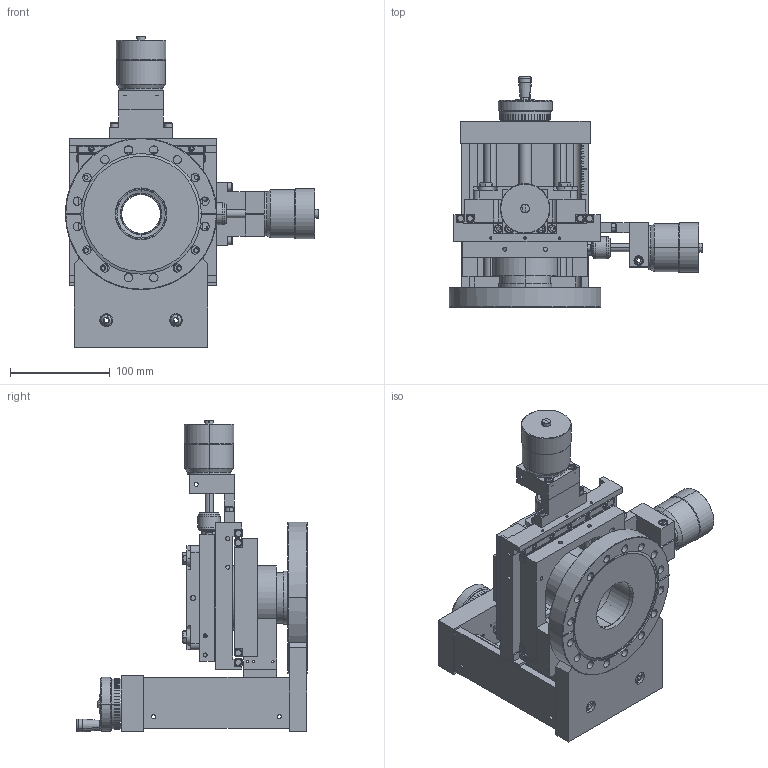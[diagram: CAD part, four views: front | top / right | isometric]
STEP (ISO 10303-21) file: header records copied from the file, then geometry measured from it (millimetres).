
FILE_DESCRIPTION (( 'STEP AP214' ), '1' );
FILE_NAME ('MA-02, TOP TAPPED METRIC 275, BOTTOM THRU 600, METRIC SCALE, 10026838.STEP', '2020-03-10T18:03:45', ( 'jvatsvog' ), ( 'Microsoft' ), 'SwSTEP 2.0', 'SolidWorks 2018', '' );
FILE_SCHEMA (( 'AUTOMOTIVE_DESIGN' ));
Length unit declared in the file: inch
Products named in the file (1): MA-02, TOP TAPPED METRIC 275, BOTTOM THRU 600, METRIC SCALE, 10026838
Bounding box: 253.49 x 230.99 x 311.58 mm (x, y, z)
Surface area: 446498.2 mm2 (no closed solid volume)
Topology: 0 solids, 107 shells, 1150 faces, 3965 edges, 2859 vertices
Faces by surface type: plane 562, cylinder 424, cone 142, torus 12, sphere 10
Entity records: 58865 total; most frequent: CARTESIAN_POINT 9029, DIRECTION 7635, ORIENTED_EDGE 6214, EDGE_CURVE 3965, VERTEX_POINT 2859, AXIS2_PLACEMENT_3D 2661, VECTOR 2313, LINE 2313
